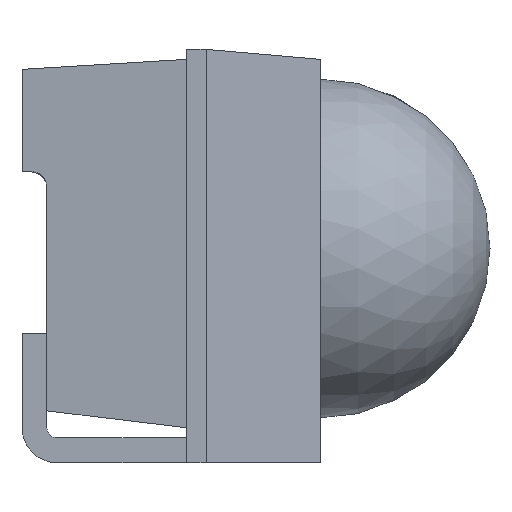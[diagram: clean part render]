
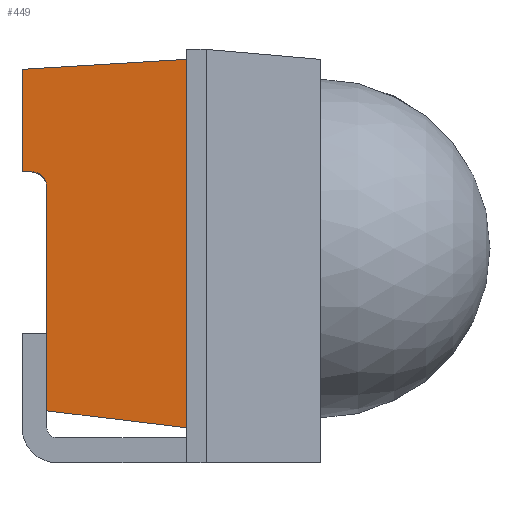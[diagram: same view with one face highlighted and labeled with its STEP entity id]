
A CAD part, left-side view. The second image highlights one B-rep face of the part: STEP entity #449.
In plain terms, the highlighted face is planar.
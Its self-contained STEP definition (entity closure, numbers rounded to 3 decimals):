
#7 = ORIENTED_EDGE ( 'NONE', *, *, #615, .F. ) ;
#39 = CARTESIAN_POINT ( 'NONE',  ( -4.756, 2.82, 0.1 ) ) ;
#41 = DIRECTION ( 'NONE',  ( 0., 1., 0. ) ) ;
#51 = EDGE_LOOP ( 'NONE', ( #717, #1114, #876, #535, #909, #583, #7 ) ) ;
#132 = CARTESIAN_POINT ( 'NONE',  ( -4.85, 4.1, 1.65 ) ) ;
#139 = DIRECTION ( 'NONE',  ( -0.06, 0., 0.998 ) ) ;
#179 = LINE ( 'NONE', #680, #942 ) ;
#188 = DIRECTION ( 'NONE',  ( 0., 1., 0. ) ) ;
#189 = VECTOR ( 'NONE', #211, 1000. ) ;
#196 = CARTESIAN_POINT ( 'NONE',  ( -4.765, 0.57, 0.25 ) ) ;
#211 = DIRECTION ( 'NONE',  ( 0.06, -0.06, -0.996 ) ) ;
#220 = VERTEX_POINT ( 'NONE', #861 ) ;
#221 = EDGE_CURVE ( 'NONE', #349, #220, #996, .T. ) ;
#231 = CARTESIAN_POINT ( 'NONE',  ( -4.75, 2.97, 0. ) ) ;
#267 = CIRCLE ( 'NONE', #1296, 0.15 ) ;
#268 = EDGE_CURVE ( 'NONE', #220, #539, #179, .T. ) ;
#319 = VECTOR ( 'NONE', #928, 1000. ) ;
#349 = VERTEX_POINT ( 'NONE', #196 ) ;
#368 = VERTEX_POINT ( 'NONE', #593 ) ;
#449 = ADVANCED_FACE ( 'NONE', ( #1005 ), #905, .T. ) ;
#474 = LINE ( 'NONE', #503, #189 ) ;
#494 = CARTESIAN_POINT ( 'NONE',  ( -4.765, 2.82, 0.25 ) ) ;
#499 = EDGE_CURVE ( 'NONE', #539, #572, #474, .T. ) ;
#500 = DIRECTION ( 'NONE',  ( -0.06, -0.12, 0.991 ) ) ;
#503 = CARTESIAN_POINT ( 'NONE',  ( -4.733, 3.983, -0.286 ) ) ;
#535 = ORIENTED_EDGE ( 'NONE', *, *, #221, .T. ) ;
#539 = VERTEX_POINT ( 'NONE', #132 ) ;
#549 = AXIS2_PLACEMENT_3D ( 'NONE', #1000, #1222, #605 ) ;
#572 = VERTEX_POINT ( 'NONE', #715 ) ;
#583 = ORIENTED_EDGE ( 'NONE', *, *, #499, .T. ) ;
#590 = VECTOR ( 'NONE', #41, 1000. ) ;
#593 = CARTESIAN_POINT ( 'NONE',  ( -4.75, 2.97, 0. ) ) ;
#605 = DIRECTION ( 'NONE',  ( 0., -1., 0. ) ) ;
#615 = EDGE_CURVE ( 'NONE', #368, #572, #866, .T. ) ;
#680 = CARTESIAN_POINT ( 'NONE',  ( -4.85, 4.1, 1.65 ) ) ;
#710 = EDGE_CURVE ( 'NONE', #1147, #1103, #267, .T. ) ;
#715 = CARTESIAN_POINT ( 'NONE',  ( -4.75, 4., 0. ) ) ;
#717 = ORIENTED_EDGE ( 'NONE', *, *, #1300, .F. ) ;
#719 = DIRECTION ( 'NONE',  ( -0.998, 0., -0.06 ) ) ;
#789 = CARTESIAN_POINT ( 'NONE',  ( -4.765, 2.82, 0.25 ) ) ;
#791 = CARTESIAN_POINT ( 'NONE',  ( -4.756, 2.97, 0.1 ) ) ;
#856 = LINE ( 'NONE', #231, #319 ) ;
#861 = CARTESIAN_POINT ( 'NONE',  ( -4.85, 0.4, 1.65 ) ) ;
#866 = LINE ( 'NONE', #1134, #590 ) ;
#876 = ORIENTED_EDGE ( 'NONE', *, *, #1053, .F. ) ;
#898 = VECTOR ( 'NONE', #1095, 1000. ) ;
#905 = PLANE ( 'NONE',  #549 ) ;
#909 = ORIENTED_EDGE ( 'NONE', *, *, #268, .T. ) ;
#928 = DIRECTION ( 'NONE',  ( 0.06, 0., -0.998 ) ) ;
#942 = VECTOR ( 'NONE', #188, 1000. ) ;
#953 = CARTESIAN_POINT ( 'NONE',  ( -4.754, 0.591, 0.071 ) ) ;
#996 = LINE ( 'NONE', #953, #1256 ) ;
#1000 = CARTESIAN_POINT ( 'NONE',  ( -4.75, 0., 0. ) ) ;
#1005 = FACE_OUTER_BOUND ( 'NONE', #51, .T. ) ;
#1053 = EDGE_CURVE ( 'NONE', #349, #1147, #1246, .T. ) ;
#1095 = DIRECTION ( 'NONE',  ( 0., 1., 0. ) ) ;
#1103 = VERTEX_POINT ( 'NONE', #791 ) ;
#1114 = ORIENTED_EDGE ( 'NONE', *, *, #710, .F. ) ;
#1134 = CARTESIAN_POINT ( 'NONE',  ( -4.75, 4.1, 0. ) ) ;
#1147 = VERTEX_POINT ( 'NONE', #494 ) ;
#1222 = DIRECTION ( 'NONE',  ( -0.998, 0., -0.06 ) ) ;
#1246 = LINE ( 'NONE', #789, #898 ) ;
#1256 = VECTOR ( 'NONE', #500, 1000. ) ;
#1296 = AXIS2_PLACEMENT_3D ( 'NONE', #39, #719, #139 ) ;
#1300 = EDGE_CURVE ( 'NONE', #1103, #368, #856, .T. ) ;
